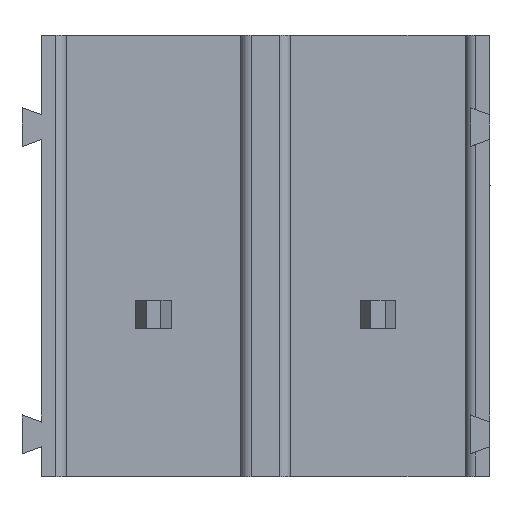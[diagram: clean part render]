
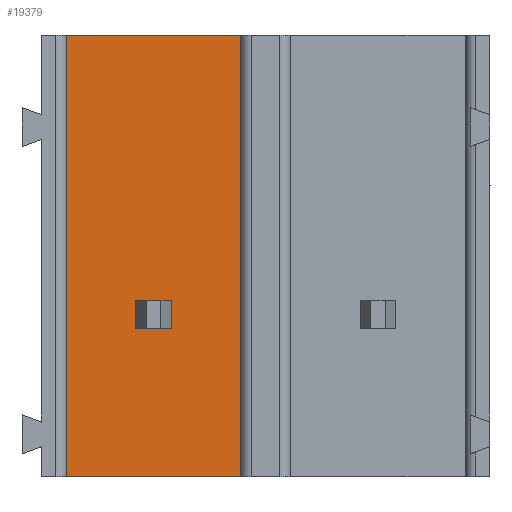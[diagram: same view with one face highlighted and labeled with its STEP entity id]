
A CAD part, front view. The second image highlights one B-rep face of the part: STEP entity #19379.
In plain terms, the highlighted planar face has unit normal (0, -1, 0).
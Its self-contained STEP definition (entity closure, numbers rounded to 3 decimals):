
#710 = LINE ( 'NONE', #2981, #25893 ) ;
#876 = ORIENTED_EDGE ( 'NONE', *, *, #2945, .T. ) ;
#979 = VERTEX_POINT ( 'NONE', #4019 ) ;
#1129 = EDGE_CURVE ( 'NONE', #27322, #26092, #21183, .T. ) ;
#2055 = EDGE_CURVE ( 'NONE', #27042, #979, #3315, .T. ) ;
#2945 = EDGE_CURVE ( 'NONE', #22609, #16239, #7647, .T. ) ;
#2981 = CARTESIAN_POINT ( 'NONE',  ( 2.675, 0.9, 5. ) ) ;
#3245 = EDGE_LOOP ( 'NONE', ( #12789, #15361, #22572, #9656 ) ) ;
#3315 = LINE ( 'NONE', #16662, #25521 ) ;
#3410 = DIRECTION ( 'NONE',  ( -1., 0., 0. ) ) ;
#3944 = CARTESIAN_POINT ( 'NONE',  ( 2.675, 0.9, 4.2 ) ) ;
#4019 = CARTESIAN_POINT ( 'NONE',  ( 0.7, 0.9, 12.5 ) ) ;
#5330 = LINE ( 'NONE', #22822, #22521 ) ;
#5379 = VERTEX_POINT ( 'NONE', #11812 ) ;
#5578 = FACE_OUTER_BOUND ( 'NONE', #14204, .T. ) ;
#5958 = DIRECTION ( 'NONE',  ( 1., 0., 0. ) ) ;
#6934 = VECTOR ( 'NONE', #5958, 1000. ) ;
#7647 = LINE ( 'NONE', #28459, #17461 ) ;
#8116 = LINE ( 'NONE', #17031, #6934 ) ;
#8481 = EDGE_CURVE ( 'NONE', #17285, #27322, #710, .T. ) ;
#9627 = CARTESIAN_POINT ( 'NONE',  ( 0.7, 0.9, 0. ) ) ;
#9656 = ORIENTED_EDGE ( 'NONE', *, *, #25169, .F. ) ;
#10175 = PLANE ( 'NONE',  #14558 ) ;
#10469 = CARTESIAN_POINT ( 'NONE',  ( 2.675, 0.9, 5. ) ) ;
#10473 = ORIENTED_EDGE ( 'NONE', *, *, #2055, .F. ) ;
#11351 = CARTESIAN_POINT ( 'NONE',  ( 3.675, 0.9, 5. ) ) ;
#11575 = VECTOR ( 'NONE', #28306, 1000. ) ;
#11812 = CARTESIAN_POINT ( 'NONE',  ( 3.675, 0.9, 4.2 ) ) ;
#11957 = DIRECTION ( 'NONE',  ( -1., 0., 0. ) ) ;
#12636 = FACE_BOUND ( 'NONE', #3245, .T. ) ;
#12666 = DIRECTION ( 'NONE',  ( -1., 0., 0. ) ) ;
#12789 = ORIENTED_EDGE ( 'NONE', *, *, #1129, .F. ) ;
#13099 = ORIENTED_EDGE ( 'NONE', *, *, #19828, .T. ) ;
#13574 = LINE ( 'NONE', #11351, #24139 ) ;
#13700 = CARTESIAN_POINT ( 'NONE',  ( 2.675, 0.9, 5. ) ) ;
#14204 = EDGE_LOOP ( 'NONE', ( #13099, #10473, #14934, #876 ) ) ;
#14271 = CARTESIAN_POINT ( 'NONE',  ( 3.675, 0.9, 5. ) ) ;
#14558 = AXIS2_PLACEMENT_3D ( 'NONE', #16923, #23353, #3410 ) ;
#14934 = ORIENTED_EDGE ( 'NONE', *, *, #18417, .F. ) ;
#15361 = ORIENTED_EDGE ( 'NONE', *, *, #8481, .F. ) ;
#16239 = VERTEX_POINT ( 'NONE', #16583 ) ;
#16542 = DIRECTION ( 'NONE',  ( 0., 0., 1. ) ) ;
#16583 = CARTESIAN_POINT ( 'NONE',  ( 5.65, 0.9, 12.5 ) ) ;
#16662 = CARTESIAN_POINT ( 'NONE',  ( 0.7, 0.9, 0. ) ) ;
#16923 = CARTESIAN_POINT ( 'NONE',  ( 0.7, 0.9, 0. ) ) ;
#17031 = CARTESIAN_POINT ( 'NONE',  ( 2.675, 0.9, 4.2 ) ) ;
#17231 = CARTESIAN_POINT ( 'NONE',  ( 0.7, 0.9, 0. ) ) ;
#17285 = VERTEX_POINT ( 'NONE', #14271 ) ;
#17461 = VECTOR ( 'NONE', #16542, 1000. ) ;
#18417 = EDGE_CURVE ( 'NONE', #22609, #27042, #26241, .T. ) ;
#19379 = ADVANCED_FACE ( 'NONE', ( #12636, #5578 ), #10175, .F. ) ;
#19828 = EDGE_CURVE ( 'NONE', #16239, #979, #5330, .T. ) ;
#21068 = VECTOR ( 'NONE', #12666, 1000. ) ;
#21183 = LINE ( 'NONE', #10469, #11575 ) ;
#22346 = DIRECTION ( 'NONE',  ( 0., 0., 1. ) ) ;
#22521 = VECTOR ( 'NONE', #11957, 1000. ) ;
#22572 = ORIENTED_EDGE ( 'NONE', *, *, #24645, .F. ) ;
#22609 = VERTEX_POINT ( 'NONE', #26253 ) ;
#22822 = CARTESIAN_POINT ( 'NONE',  ( 0.7, 0.9, 12.5 ) ) ;
#23353 = DIRECTION ( 'NONE',  ( 0., 1., 0. ) ) ;
#23531 = DIRECTION ( 'NONE',  ( 0., 0., 1. ) ) ;
#24139 = VECTOR ( 'NONE', #22346, 1000. ) ;
#24645 = EDGE_CURVE ( 'NONE', #5379, #17285, #13574, .T. ) ;
#25169 = EDGE_CURVE ( 'NONE', #26092, #5379, #8116, .T. ) ;
#25521 = VECTOR ( 'NONE', #23531, 1000. ) ;
#25893 = VECTOR ( 'NONE', #26983, 1000. ) ;
#26092 = VERTEX_POINT ( 'NONE', #3944 ) ;
#26241 = LINE ( 'NONE', #17231, #21068 ) ;
#26253 = CARTESIAN_POINT ( 'NONE',  ( 5.65, 0.9, 0. ) ) ;
#26983 = DIRECTION ( 'NONE',  ( -1., 0., 0. ) ) ;
#27042 = VERTEX_POINT ( 'NONE', #9627 ) ;
#27322 = VERTEX_POINT ( 'NONE', #13700 ) ;
#28306 = DIRECTION ( 'NONE',  ( 0., 0., -1. ) ) ;
#28459 = CARTESIAN_POINT ( 'NONE',  ( 5.65, 0.9, 0. ) ) ;
